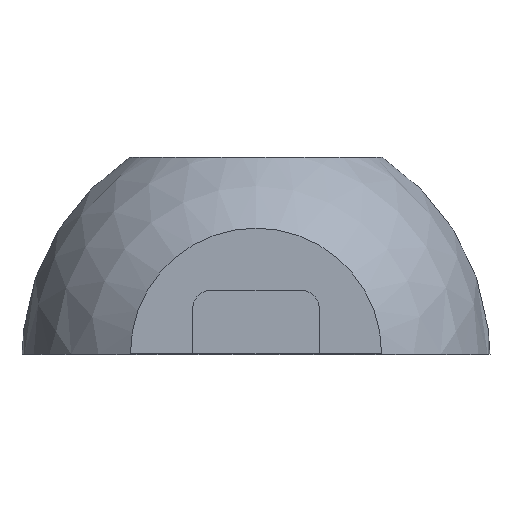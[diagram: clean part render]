
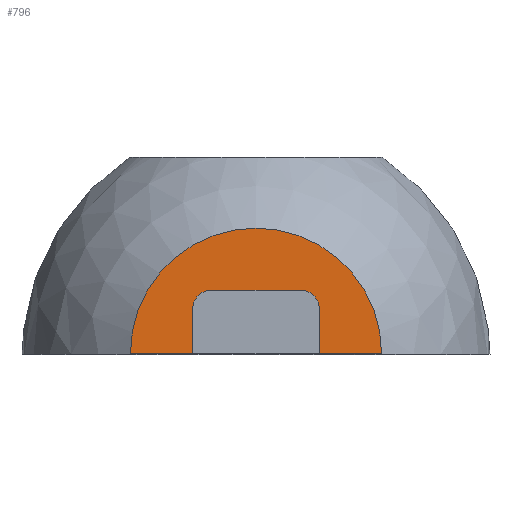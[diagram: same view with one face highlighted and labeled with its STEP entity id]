
A CAD part, top view. The second image highlights one B-rep face of the part: STEP entity #796.
In plain terms, the highlighted planar face has unit normal (0, 0, 1).
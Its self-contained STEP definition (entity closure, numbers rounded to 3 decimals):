
#33 = CYLINDRICAL_SURFACE('',#34,6.95);
#34 = AXIS2_PLACEMENT_3D('',#35,#36,#37);
#35 = CARTESIAN_POINT('',(0.,0.,8.));
#36 = DIRECTION('',(-0.,-0.,-1.));
#37 = DIRECTION('',(1.,0.,0.));
#58 = VERTEX_POINT('',#59);
#59 = CARTESIAN_POINT('',(6.95,0.,20.5));
#73 = PLANE('',#74);
#74 = AXIS2_PLACEMENT_3D('',#75,#76,#77);
#75 = CARTESIAN_POINT('',(0.,0.,0.));
#76 = DIRECTION('',(0.,1.,0.));
#77 = DIRECTION('',(0.,0.,1.));
#85 = EDGE_CURVE('',#58,#86,#88,.T.);
#86 = VERTEX_POINT('',#87);
#87 = CARTESIAN_POINT('',(-6.95,0.,20.5));
#88 = SURFACE_CURVE('',#89,(#94,#101),.PCURVE_S1.);
#89 = CIRCLE('',#90,6.95);
#90 = AXIS2_PLACEMENT_3D('',#91,#92,#93);
#91 = CARTESIAN_POINT('',(0.,0.,20.5));
#92 = DIRECTION('',(0.,0.,1.));
#93 = DIRECTION('',(1.,0.,0.));
#94 = PCURVE('',#33,#95);
#95 = DEFINITIONAL_REPRESENTATION('',(#96),#100);
#96 = LINE('',#97,#98);
#97 = CARTESIAN_POINT('',(-0.,-12.5));
#98 = VECTOR('',#99,1.);
#99 = DIRECTION('',(-1.,0.));
#100 = ( GEOMETRIC_REPRESENTATION_CONTEXT(2) 
PARAMETRIC_REPRESENTATION_CONTEXT() REPRESENTATION_CONTEXT('2D SPACE',''
  ) );
#101 = PCURVE('',#102,#107);
#102 = PLANE('',#103);
#103 = AXIS2_PLACEMENT_3D('',#104,#105,#106);
#104 = CARTESIAN_POINT('',(0.,0.,20.5));
#105 = DIRECTION('',(0.,0.,1.));
#106 = DIRECTION('',(1.,0.,0.));
#107 = DEFINITIONAL_REPRESENTATION('',(#108),#112);
#108 = CIRCLE('',#109,6.95);
#109 = AXIS2_PLACEMENT_2D('',#110,#111);
#110 = CARTESIAN_POINT('',(0.,0.));
#111 = DIRECTION('',(1.,0.));
#112 = ( GEOMETRIC_REPRESENTATION_CONTEXT(2) 
PARAMETRIC_REPRESENTATION_CONTEXT() REPRESENTATION_CONTEXT('2D SPACE',''
  ) );
#653 = EDGE_CURVE('',#654,#86,#656,.T.);
#654 = VERTEX_POINT('',#655);
#655 = CARTESIAN_POINT('',(-3.5,0.,20.5));
#656 = SURFACE_CURVE('',#657,(#661,#667),.PCURVE_S1.);
#657 = LINE('',#658,#659);
#658 = CARTESIAN_POINT('',(0.,0.,20.5));
#659 = VECTOR('',#660,1.);
#660 = DIRECTION('',(-1.,0.,0.));
#661 = PCURVE('',#73,#662);
#662 = DEFINITIONAL_REPRESENTATION('',(#663),#666);
#663 = B_SPLINE_CURVE_WITH_KNOTS('',1,(#664,#665),.UNSPECIFIED.,.F.,.F.,
  (2,2),(-8.34,8.34),.PIECEWISE_BEZIER_KNOTS.);
#664 = CARTESIAN_POINT('',(20.5,8.34));
#665 = CARTESIAN_POINT('',(20.5,-8.34));
#666 = ( GEOMETRIC_REPRESENTATION_CONTEXT(2) 
PARAMETRIC_REPRESENTATION_CONTEXT() REPRESENTATION_CONTEXT('2D SPACE',''
  ) );
#667 = PCURVE('',#102,#668);
#668 = DEFINITIONAL_REPRESENTATION('',(#669),#672);
#669 = B_SPLINE_CURVE_WITH_KNOTS('',1,(#670,#671),.UNSPECIFIED.,.F.,.F.,
  (2,2),(-8.34,8.34),.PIECEWISE_BEZIER_KNOTS.);
#670 = CARTESIAN_POINT('',(8.34,0.));
#671 = CARTESIAN_POINT('',(-8.34,0.));
#672 = ( GEOMETRIC_REPRESENTATION_CONTEXT(2) 
PARAMETRIC_REPRESENTATION_CONTEXT() REPRESENTATION_CONTEXT('2D SPACE',''
  ) );
#689 = PLANE('',#690);
#690 = AXIS2_PLACEMENT_3D('',#691,#692,#693);
#691 = CARTESIAN_POINT('',(-3.5,3.5,20.5));
#692 = DIRECTION('',(1.,0.,0.));
#693 = DIRECTION('',(0.,-1.,0.));
#727 = VERTEX_POINT('',#728);
#728 = CARTESIAN_POINT('',(3.5,0.,20.5));
#741 = PLANE('',#742);
#742 = AXIS2_PLACEMENT_3D('',#743,#744,#745);
#743 = CARTESIAN_POINT('',(3.5,-3.5,20.5));
#744 = DIRECTION('',(-1.,0.,0.));
#745 = DIRECTION('',(0.,1.,0.));
#752 = EDGE_CURVE('',#58,#727,#753,.T.);
#753 = SURFACE_CURVE('',#754,(#758,#764),.PCURVE_S1.);
#754 = LINE('',#755,#756);
#755 = CARTESIAN_POINT('',(0.,0.,20.5));
#756 = VECTOR('',#757,1.);
#757 = DIRECTION('',(-1.,0.,0.));
#758 = PCURVE('',#73,#759);
#759 = DEFINITIONAL_REPRESENTATION('',(#760),#763);
#760 = B_SPLINE_CURVE_WITH_KNOTS('',1,(#761,#762),.UNSPECIFIED.,.F.,.F.,
  (2,2),(-8.34,8.34),.PIECEWISE_BEZIER_KNOTS.);
#761 = CARTESIAN_POINT('',(20.5,8.34));
#762 = CARTESIAN_POINT('',(20.5,-8.34));
#763 = ( GEOMETRIC_REPRESENTATION_CONTEXT(2) 
PARAMETRIC_REPRESENTATION_CONTEXT() REPRESENTATION_CONTEXT('2D SPACE',''
  ) );
#764 = PCURVE('',#102,#765);
#765 = DEFINITIONAL_REPRESENTATION('',(#766),#769);
#766 = B_SPLINE_CURVE_WITH_KNOTS('',1,(#767,#768),.UNSPECIFIED.,.F.,.F.,
  (2,2),(-8.34,8.34),.PIECEWISE_BEZIER_KNOTS.);
#767 = CARTESIAN_POINT('',(8.34,0.));
#768 = CARTESIAN_POINT('',(-8.34,0.));
#769 = ( GEOMETRIC_REPRESENTATION_CONTEXT(2) 
PARAMETRIC_REPRESENTATION_CONTEXT() REPRESENTATION_CONTEXT('2D SPACE',''
  ) );
#796 = ADVANCED_FACE('',(#797),#102,.T.);
#797 = FACE_BOUND('',#798,.T.);
#798 = EDGE_LOOP('',(#799,#800,#801,#802,#825,#854,#882,#911));
#799 = ORIENTED_EDGE('',*,*,#752,.F.);
#800 = ORIENTED_EDGE('',*,*,#85,.T.);
#801 = ORIENTED_EDGE('',*,*,#653,.F.);
#802 = ORIENTED_EDGE('',*,*,#803,.F.);
#803 = EDGE_CURVE('',#804,#654,#806,.T.);
#804 = VERTEX_POINT('',#805);
#805 = CARTESIAN_POINT('',(-3.5,2.5,20.5));
#806 = SURFACE_CURVE('',#807,(#811,#818),.PCURVE_S1.);
#807 = LINE('',#808,#809);
#808 = CARTESIAN_POINT('',(-3.5,3.5,20.5));
#809 = VECTOR('',#810,1.);
#810 = DIRECTION('',(0.,-1.,0.));
#811 = PCURVE('',#102,#812);
#812 = DEFINITIONAL_REPRESENTATION('',(#813),#817);
#813 = LINE('',#814,#815);
#814 = CARTESIAN_POINT('',(-3.5,3.5));
#815 = VECTOR('',#816,1.);
#816 = DIRECTION('',(0.,-1.));
#817 = ( GEOMETRIC_REPRESENTATION_CONTEXT(2) 
PARAMETRIC_REPRESENTATION_CONTEXT() REPRESENTATION_CONTEXT('2D SPACE',''
  ) );
#818 = PCURVE('',#689,#819);
#819 = DEFINITIONAL_REPRESENTATION('',(#820),#824);
#820 = LINE('',#821,#822);
#821 = CARTESIAN_POINT('',(0.,0.));
#822 = VECTOR('',#823,1.);
#823 = DIRECTION('',(1.,0.));
#824 = ( GEOMETRIC_REPRESENTATION_CONTEXT(2) 
PARAMETRIC_REPRESENTATION_CONTEXT() REPRESENTATION_CONTEXT('2D SPACE',''
  ) );
#825 = ORIENTED_EDGE('',*,*,#826,.F.);
#826 = EDGE_CURVE('',#827,#804,#829,.T.);
#827 = VERTEX_POINT('',#828);
#828 = CARTESIAN_POINT('',(-2.5,3.5,20.5));
#829 = SURFACE_CURVE('',#830,(#835,#842),.PCURVE_S1.);
#830 = CIRCLE('',#831,1.);
#831 = AXIS2_PLACEMENT_3D('',#832,#833,#834);
#832 = CARTESIAN_POINT('',(-2.5,2.5,20.5));
#833 = DIRECTION('',(-0.,0.,1.));
#834 = DIRECTION('',(0.,-1.,0.));
#835 = PCURVE('',#102,#836);
#836 = DEFINITIONAL_REPRESENTATION('',(#837),#841);
#837 = CIRCLE('',#838,1.);
#838 = AXIS2_PLACEMENT_2D('',#839,#840);
#839 = CARTESIAN_POINT('',(-2.5,2.5));
#840 = DIRECTION('',(0.,-1.));
#841 = ( GEOMETRIC_REPRESENTATION_CONTEXT(2) 
PARAMETRIC_REPRESENTATION_CONTEXT() REPRESENTATION_CONTEXT('2D SPACE',''
  ) );
#842 = PCURVE('',#843,#848);
#843 = CYLINDRICAL_SURFACE('',#844,1.);
#844 = AXIS2_PLACEMENT_3D('',#845,#846,#847);
#845 = CARTESIAN_POINT('',(-2.5,2.5,20.5));
#846 = DIRECTION('',(0.,0.,1.));
#847 = DIRECTION('',(0.,1.,0.));
#848 = DEFINITIONAL_REPRESENTATION('',(#849),#853);
#849 = LINE('',#850,#851);
#850 = CARTESIAN_POINT('',(-3.142,0.));
#851 = VECTOR('',#852,1.);
#852 = DIRECTION('',(1.,0.));
#853 = ( GEOMETRIC_REPRESENTATION_CONTEXT(2) 
PARAMETRIC_REPRESENTATION_CONTEXT() REPRESENTATION_CONTEXT('2D SPACE',''
  ) );
#854 = ORIENTED_EDGE('',*,*,#855,.F.);
#855 = EDGE_CURVE('',#856,#827,#858,.T.);
#856 = VERTEX_POINT('',#857);
#857 = CARTESIAN_POINT('',(2.5,3.5,20.5));
#858 = SURFACE_CURVE('',#859,(#863,#870),.PCURVE_S1.);
#859 = LINE('',#860,#861);
#860 = CARTESIAN_POINT('',(3.5,3.5,20.5));
#861 = VECTOR('',#862,1.);
#862 = DIRECTION('',(-1.,0.,0.));
#863 = PCURVE('',#102,#864);
#864 = DEFINITIONAL_REPRESENTATION('',(#865),#869);
#865 = LINE('',#866,#867);
#866 = CARTESIAN_POINT('',(3.5,3.5));
#867 = VECTOR('',#868,1.);
#868 = DIRECTION('',(-1.,0.));
#869 = ( GEOMETRIC_REPRESENTATION_CONTEXT(2) 
PARAMETRIC_REPRESENTATION_CONTEXT() REPRESENTATION_CONTEXT('2D SPACE',''
  ) );
#870 = PCURVE('',#871,#876);
#871 = PLANE('',#872);
#872 = AXIS2_PLACEMENT_3D('',#873,#874,#875);
#873 = CARTESIAN_POINT('',(3.5,3.5,20.5));
#874 = DIRECTION('',(0.,-1.,0.));
#875 = DIRECTION('',(-1.,0.,0.));
#876 = DEFINITIONAL_REPRESENTATION('',(#877),#881);
#877 = LINE('',#878,#879);
#878 = CARTESIAN_POINT('',(0.,-0.));
#879 = VECTOR('',#880,1.);
#880 = DIRECTION('',(1.,0.));
#881 = ( GEOMETRIC_REPRESENTATION_CONTEXT(2) 
PARAMETRIC_REPRESENTATION_CONTEXT() REPRESENTATION_CONTEXT('2D SPACE',''
  ) );
#882 = ORIENTED_EDGE('',*,*,#883,.F.);
#883 = EDGE_CURVE('',#884,#856,#886,.T.);
#884 = VERTEX_POINT('',#885);
#885 = CARTESIAN_POINT('',(3.5,2.5,20.5));
#886 = SURFACE_CURVE('',#887,(#892,#899),.PCURVE_S1.);
#887 = CIRCLE('',#888,1.);
#888 = AXIS2_PLACEMENT_3D('',#889,#890,#891);
#889 = CARTESIAN_POINT('',(2.5,2.5,20.5));
#890 = DIRECTION('',(-0.,0.,1.));
#891 = DIRECTION('',(0.,-1.,0.));
#892 = PCURVE('',#102,#893);
#893 = DEFINITIONAL_REPRESENTATION('',(#894),#898);
#894 = CIRCLE('',#895,1.);
#895 = AXIS2_PLACEMENT_2D('',#896,#897);
#896 = CARTESIAN_POINT('',(2.5,2.5));
#897 = DIRECTION('',(0.,-1.));
#898 = ( GEOMETRIC_REPRESENTATION_CONTEXT(2) 
PARAMETRIC_REPRESENTATION_CONTEXT() REPRESENTATION_CONTEXT('2D SPACE',''
  ) );
#899 = PCURVE('',#900,#905);
#900 = CYLINDRICAL_SURFACE('',#901,1.);
#901 = AXIS2_PLACEMENT_3D('',#902,#903,#904);
#902 = CARTESIAN_POINT('',(2.5,2.5,20.5));
#903 = DIRECTION('',(0.,0.,1.));
#904 = DIRECTION('',(1.,0.,0.));
#905 = DEFINITIONAL_REPRESENTATION('',(#906),#910);
#906 = LINE('',#907,#908);
#907 = CARTESIAN_POINT('',(-1.571,0.));
#908 = VECTOR('',#909,1.);
#909 = DIRECTION('',(1.,0.));
#910 = ( GEOMETRIC_REPRESENTATION_CONTEXT(2) 
PARAMETRIC_REPRESENTATION_CONTEXT() REPRESENTATION_CONTEXT('2D SPACE',''
  ) );
#911 = ORIENTED_EDGE('',*,*,#912,.F.);
#912 = EDGE_CURVE('',#727,#884,#913,.T.);
#913 = SURFACE_CURVE('',#914,(#918,#925),.PCURVE_S1.);
#914 = LINE('',#915,#916);
#915 = CARTESIAN_POINT('',(3.5,-3.5,20.5));
#916 = VECTOR('',#917,1.);
#917 = DIRECTION('',(0.,1.,0.));
#918 = PCURVE('',#102,#919);
#919 = DEFINITIONAL_REPRESENTATION('',(#920),#924);
#920 = LINE('',#921,#922);
#921 = CARTESIAN_POINT('',(3.5,-3.5));
#922 = VECTOR('',#923,1.);
#923 = DIRECTION('',(0.,1.));
#924 = ( GEOMETRIC_REPRESENTATION_CONTEXT(2) 
PARAMETRIC_REPRESENTATION_CONTEXT() REPRESENTATION_CONTEXT('2D SPACE',''
  ) );
#925 = PCURVE('',#741,#926);
#926 = DEFINITIONAL_REPRESENTATION('',(#927),#931);
#927 = LINE('',#928,#929);
#928 = CARTESIAN_POINT('',(0.,0.));
#929 = VECTOR('',#930,1.);
#930 = DIRECTION('',(1.,0.));
#931 = ( GEOMETRIC_REPRESENTATION_CONTEXT(2) 
PARAMETRIC_REPRESENTATION_CONTEXT() REPRESENTATION_CONTEXT('2D SPACE',''
  ) );
